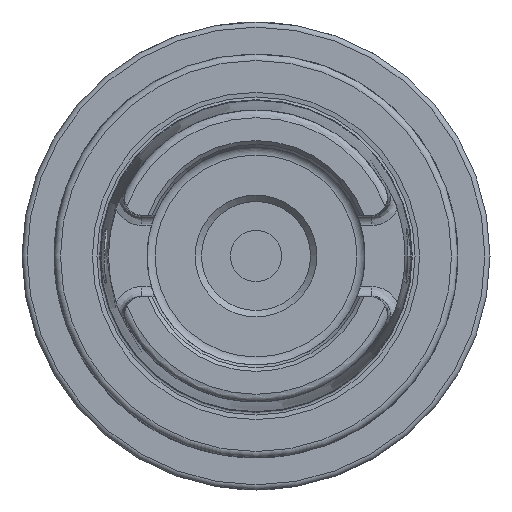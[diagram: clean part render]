
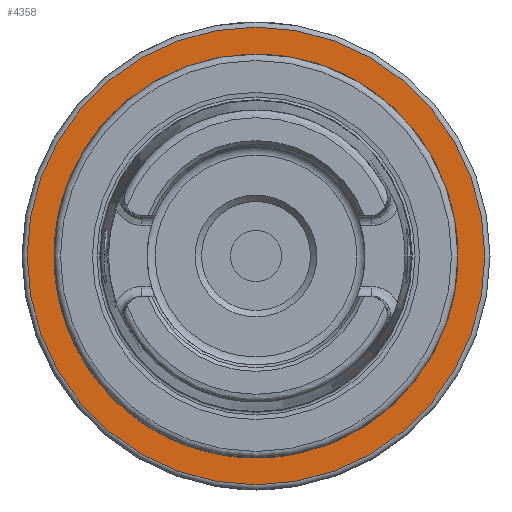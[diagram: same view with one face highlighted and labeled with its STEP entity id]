
A CAD part, left-side view. The second image highlights one B-rep face of the part: STEP entity #4358.
In plain terms, the highlighted planar face has unit normal (-1, 0, 0).
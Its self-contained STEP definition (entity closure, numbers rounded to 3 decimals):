
#65=FACE_BOUND('',#601,.T.);
#66=FACE_BOUND('',#602,.T.);
#67=FACE_BOUND('',#603,.T.);
#103=PLANE('',#4696);
#337=FACE_OUTER_BOUND('',#600,.T.);
#600=EDGE_LOOP('',(#3122,#3123));
#601=EDGE_LOOP('',(#3124));
#602=EDGE_LOOP('',(#3125));
#603=EDGE_LOOP('',(#3126,#3127));
#986=CIRCLE('',#4641,2.067);
#1004=CIRCLE('',#4668,2.067);
#1018=CIRCLE('',#4694,24.3);
#1019=CIRCLE('',#4695,24.3);
#1020=CIRCLE('',#4697,35.7);
#1021=CIRCLE('',#4698,35.7);
#1859=VERTEX_POINT('',#6561);
#1882=VERTEX_POINT('',#6653);
#1898=VERTEX_POINT('',#6707);
#1899=VERTEX_POINT('',#6709);
#1900=VERTEX_POINT('',#6713);
#1901=VERTEX_POINT('',#6714);
#2315=EDGE_CURVE('',#1859,#1859,#986,.T.);
#2348=EDGE_CURVE('',#1882,#1882,#1004,.T.);
#2374=EDGE_CURVE('',#1899,#1898,#1018,.T.);
#2375=EDGE_CURVE('',#1898,#1899,#1019,.T.);
#2376=EDGE_CURVE('',#1900,#1901,#1020,.T.);
#2377=EDGE_CURVE('',#1901,#1900,#1021,.T.);
#3122=ORIENTED_EDGE('',*,*,#2376,.F.);
#3123=ORIENTED_EDGE('',*,*,#2377,.F.);
#3124=ORIENTED_EDGE('',*,*,#2315,.T.);
#3125=ORIENTED_EDGE('',*,*,#2348,.T.);
#3126=ORIENTED_EDGE('',*,*,#2374,.T.);
#3127=ORIENTED_EDGE('',*,*,#2375,.T.);
#4358=ADVANCED_FACE('',(#337,#65,#66,#67),#103,.T.);
#4641=AXIS2_PLACEMENT_3D('',#6563,#5181,#5182);
#4668=AXIS2_PLACEMENT_3D('',#6655,#5247,#5248);
#4694=AXIS2_PLACEMENT_3D('',#6710,#5311,#5312);
#4695=AXIS2_PLACEMENT_3D('',#6711,#5313,#5314);
#4696=AXIS2_PLACEMENT_3D('',#6712,#5315,#5316);
#4697=AXIS2_PLACEMENT_3D('',#6715,#5317,#5318);
#4698=AXIS2_PLACEMENT_3D('',#6716,#5319,#5320);
#5181=DIRECTION('center_axis',(1.,0.,0.));
#5182=DIRECTION('ref_axis',(0.,0.,1.));
#5247=DIRECTION('center_axis',(1.,0.,0.));
#5248=DIRECTION('ref_axis',(0.,0.,-1.));
#5311=DIRECTION('center_axis',(1.,0.,0.));
#5312=DIRECTION('ref_axis',(0.,0.,-1.));
#5313=DIRECTION('center_axis',(1.,0.,0.));
#5314=DIRECTION('ref_axis',(0.,0.,-1.));
#5315=DIRECTION('center_axis',(-1.,0.,0.));
#5316=DIRECTION('ref_axis',(0.,0.,1.));
#5317=DIRECTION('center_axis',(1.,0.,0.));
#5318=DIRECTION('ref_axis',(0.,0.,-1.));
#5319=DIRECTION('center_axis',(1.,0.,0.));
#5320=DIRECTION('ref_axis',(0.,0.,-1.));
#6561=CARTESIAN_POINT('',(42.,0.,-29.067));
#6563=CARTESIAN_POINT('Origin',(42.,0.,-27.));
#6653=CARTESIAN_POINT('',(42.,0.,29.067));
#6655=CARTESIAN_POINT('Origin',(42.,0.,27.));
#6707=CARTESIAN_POINT('',(42.,0.,24.3));
#6709=CARTESIAN_POINT('',(42.,24.3,0.));
#6710=CARTESIAN_POINT('Origin',(42.,0.,0.));
#6711=CARTESIAN_POINT('Origin',(42.,0.,0.));
#6712=CARTESIAN_POINT('Origin',(42.,35.7,0.));
#6713=CARTESIAN_POINT('',(42.,35.7,0.));
#6714=CARTESIAN_POINT('',(42.,0.,35.7));
#6715=CARTESIAN_POINT('Origin',(42.,0.,0.));
#6716=CARTESIAN_POINT('Origin',(42.,0.,0.));
